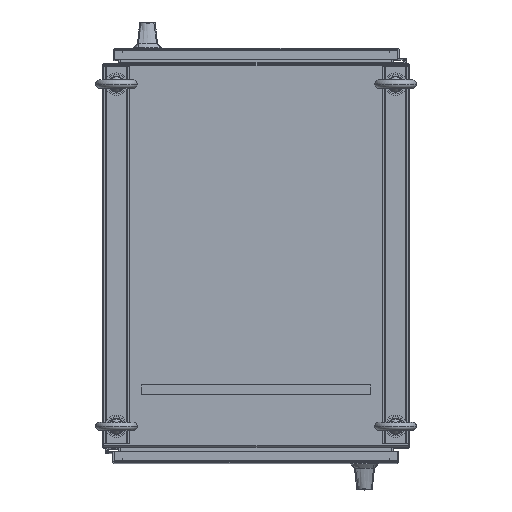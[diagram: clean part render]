
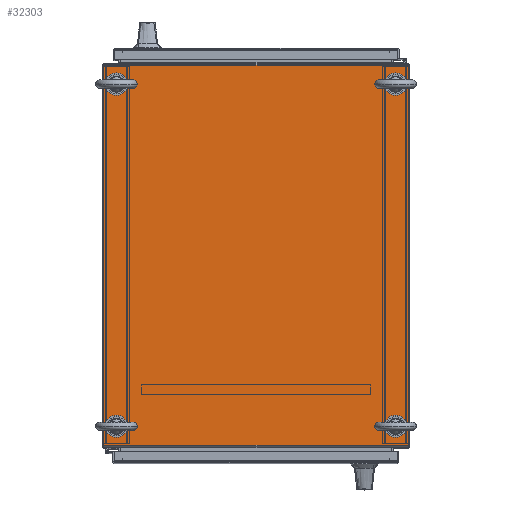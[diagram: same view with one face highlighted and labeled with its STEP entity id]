
A CAD part, top view. The second image highlights one B-rep face of the part: STEP entity #32303.
In plain terms, the highlighted planar face has unit normal (0, 0, 1).
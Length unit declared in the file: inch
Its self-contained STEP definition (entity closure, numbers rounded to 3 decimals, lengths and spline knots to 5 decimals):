
#670 = EDGE_CURVE ( 'NONE', #25672, #106492, #83355, .T. ) ;
#886 = DIRECTION ( 'NONE',  ( 0., 0., -1. ) ) ;
#1111 = FACE_BOUND ( 'NONE', #99955, .T. ) ;
#2030 = EDGE_LOOP ( 'NONE', ( #59956, #65746 ) ) ;
#4550 = EDGE_CURVE ( 'NONE', #69646, #25672, #38442, .T. ) ;
#5013 = CARTESIAN_POINT ( 'NONE',  ( 11.31, -13.406, 71.965 ) ) ;
#6177 = DIRECTION ( 'NONE',  ( 0., 0., -1. ) ) ;
#6922 = CIRCLE ( 'NONE', #72047, 0.375 ) ;
#8674 = EDGE_CURVE ( 'NONE', #89548, #48077, #31223, .T. ) ;
#8854 = CARTESIAN_POINT ( 'NONE',  ( -10.935, -13.406, 71.965 ) ) ;
#8955 = DIRECTION ( 'NONE',  ( 1., 0., 0. ) ) ;
#9665 = EDGE_LOOP ( 'NONE', ( #32024, #75748, #108893, #74047 ) ) ;
#9772 = EDGE_CURVE ( 'NONE', #69646, #56929, #80753, .T. ) ;
#14123 = EDGE_CURVE ( 'NONE', #19681, #52038, #96400, .T. ) ;
#15430 = AXIS2_PLACEMENT_3D ( 'NONE', #27382, #84249, #83645 ) ;
#15872 = AXIS2_PLACEMENT_3D ( 'NONE', #20301, #96940, #38845 ) ;
#18407 = CARTESIAN_POINT ( 'NONE',  ( -10.56, 13.406, 71.965 ) ) ;
#19275 = DIRECTION ( 'NONE',  ( 0., -1., 0. ) ) ;
#19561 = CARTESIAN_POINT ( 'NONE',  ( 10.935, -13.406, 71.965 ) ) ;
#19681 = VERTEX_POINT ( 'NONE', #79351 ) ;
#20301 = CARTESIAN_POINT ( 'NONE',  ( -11.935, -15.03, 71.965 ) ) ;
#21761 = CARTESIAN_POINT ( 'NONE',  ( -11.935, 14.887, 71.965 ) ) ;
#22035 = CARTESIAN_POINT ( 'NONE',  ( 10.56, 13.406, 71.965 ) ) ;
#22230 = CARTESIAN_POINT ( 'NONE',  ( -10.935, 13.406, 71.965 ) ) ;
#25672 = VERTEX_POINT ( 'NONE', #120217 ) ;
#26521 = CARTESIAN_POINT ( 'NONE',  ( -10.56, -13.406, 71.965 ) ) ;
#27382 = CARTESIAN_POINT ( 'NONE',  ( -10.935, -13.406, 71.965 ) ) ;
#28363 = EDGE_CURVE ( 'NONE', #73750, #63461, #111850, .T. ) ;
#29582 = FACE_BOUND ( 'NONE', #2030, .T. ) ;
#30186 = FACE_OUTER_BOUND ( 'NONE', #9665, .T. ) ;
#30770 = FACE_BOUND ( 'NONE', #37882, .T. ) ;
#31223 = CIRCLE ( 'NONE', #15430, 0.375 ) ;
#32024 = ORIENTED_EDGE ( 'NONE', *, *, #4550, .T. ) ;
#32303 = ADVANCED_FACE ( 'NONE', ( #30186, #30770, #59242, #29582, #1111 ), #77765, .T. ) ;
#32714 = CIRCLE ( 'NONE', #115648, 0.375 ) ;
#33135 = CARTESIAN_POINT ( 'NONE',  ( 11.935, 14.887, 71.965 ) ) ;
#33782 = CARTESIAN_POINT ( 'NONE',  ( 11.935, 14.887, 71.965 ) ) ;
#35092 = EDGE_CURVE ( 'NONE', #52038, #19681, #49692, .T. ) ;
#36427 = ORIENTED_EDGE ( 'NONE', *, *, #28363, .T. ) ;
#36667 = CARTESIAN_POINT ( 'NONE',  ( 10.935, 13.406, 71.965 ) ) ;
#37882 = EDGE_LOOP ( 'NONE', ( #122223, #48095 ) ) ;
#38442 = LINE ( 'NONE', #103954, #71136 ) ;
#38726 = CIRCLE ( 'NONE', #100041, 0.375 ) ;
#38763 = EDGE_LOOP ( 'NONE', ( #36427, #114720 ) ) ;
#38845 = DIRECTION ( 'NONE',  ( 1., 0., 0. ) ) ;
#43309 = CARTESIAN_POINT ( 'NONE',  ( 11.935, -15.03, 71.965 ) ) ;
#46201 = DIRECTION ( 'NONE',  ( 1., 0., 0. ) ) ;
#46593 = EDGE_CURVE ( 'NONE', #106492, #56929, #98957, .T. ) ;
#48077 = VERTEX_POINT ( 'NONE', #26521 ) ;
#48095 = ORIENTED_EDGE ( 'NONE', *, *, #8674, .T. ) ;
#49692 = CIRCLE ( 'NONE', #77299, 0.375 ) ;
#52038 = VERTEX_POINT ( 'NONE', #5013 ) ;
#54822 = VECTOR ( 'NONE', #71501, 39.37008 ) ;
#55843 = EDGE_CURVE ( 'NONE', #115009, #90068, #118840, .T. ) ;
#56702 = ORIENTED_EDGE ( 'NONE', *, *, #55843, .T. ) ;
#56929 = VERTEX_POINT ( 'NONE', #33135 ) ;
#59242 = FACE_BOUND ( 'NONE', #38763, .T. ) ;
#59956 = ORIENTED_EDGE ( 'NONE', *, *, #35092, .T. ) ;
#61121 = EDGE_CURVE ( 'NONE', #90068, #115009, #32714, .T. ) ;
#63297 = EDGE_CURVE ( 'NONE', #63461, #73750, #38726, .T. ) ;
#63461 = VERTEX_POINT ( 'NONE', #100706 ) ;
#64502 = AXIS2_PLACEMENT_3D ( 'NONE', #90868, #6177, #119263 ) ;
#65600 = AXIS2_PLACEMENT_3D ( 'NONE', #36667, #86104, #94785 ) ;
#65746 = ORIENTED_EDGE ( 'NONE', *, *, #14123, .T. ) ;
#65749 = DIRECTION ( 'NONE',  ( 1., 0., 0. ) ) ;
#66577 = VECTOR ( 'NONE', #108825, 39.37008 ) ;
#69646 = VERTEX_POINT ( 'NONE', #21761 ) ;
#71136 = VECTOR ( 'NONE', #19275, 39.37008 ) ;
#71501 = DIRECTION ( 'NONE',  ( 1., 0., 0. ) ) ;
#72047 = AXIS2_PLACEMENT_3D ( 'NONE', #8854, #73778, #65749 ) ;
#73750 = VERTEX_POINT ( 'NONE', #18407 ) ;
#73778 = DIRECTION ( 'NONE',  ( 0., 0., -1. ) ) ;
#74047 = ORIENTED_EDGE ( 'NONE', *, *, #9772, .F. ) ;
#75748 = ORIENTED_EDGE ( 'NONE', *, *, #670, .T. ) ;
#76427 = CARTESIAN_POINT ( 'NONE',  ( -11.31, -13.406, 71.965 ) ) ;
#77299 = AXIS2_PLACEMENT_3D ( 'NONE', #19561, #85102, #46201 ) ;
#77765 = PLANE ( 'NONE',  #15872 ) ;
#78659 = AXIS2_PLACEMENT_3D ( 'NONE', #92520, #85079, #102394 ) ;
#79351 = CARTESIAN_POINT ( 'NONE',  ( 10.56, -13.406, 71.965 ) ) ;
#80753 = LINE ( 'NONE', #33782, #54822 ) ;
#82107 = CARTESIAN_POINT ( 'NONE',  ( -11.935, -14.887, 71.965 ) ) ;
#83355 = LINE ( 'NONE', #82107, #87234 ) ;
#83645 = DIRECTION ( 'NONE',  ( 1., 0., 0. ) ) ;
#84249 = DIRECTION ( 'NONE',  ( 0., 0., -1. ) ) ;
#85079 = DIRECTION ( 'NONE',  ( 0., 0., -1. ) ) ;
#85102 = DIRECTION ( 'NONE',  ( 0., 0., -1. ) ) ;
#86104 = DIRECTION ( 'NONE',  ( 0., 0., -1. ) ) ;
#87234 = VECTOR ( 'NONE', #110560, 39.37008 ) ;
#89030 = CARTESIAN_POINT ( 'NONE',  ( 11.935, -14.887, 71.965 ) ) ;
#89548 = VERTEX_POINT ( 'NONE', #76427 ) ;
#90068 = VERTEX_POINT ( 'NONE', #109697 ) ;
#90868 = CARTESIAN_POINT ( 'NONE',  ( -10.935, 13.406, 71.965 ) ) ;
#92150 = ORIENTED_EDGE ( 'NONE', *, *, #61121, .T. ) ;
#92520 = CARTESIAN_POINT ( 'NONE',  ( 10.935, -13.406, 71.965 ) ) ;
#94785 = DIRECTION ( 'NONE',  ( 1., 0., 0. ) ) ;
#96400 = CIRCLE ( 'NONE', #78659, 0.375 ) ;
#96940 = DIRECTION ( 'NONE',  ( 0., 0., 1. ) ) ;
#97654 = DIRECTION ( 'NONE',  ( 1., 0., 0. ) ) ;
#98957 = LINE ( 'NONE', #43309, #66577 ) ;
#99955 = EDGE_LOOP ( 'NONE', ( #92150, #56702 ) ) ;
#100041 = AXIS2_PLACEMENT_3D ( 'NONE', #22230, #117396, #97654 ) ;
#100706 = CARTESIAN_POINT ( 'NONE',  ( -11.31, 13.406, 71.965 ) ) ;
#102394 = DIRECTION ( 'NONE',  ( 1., 0., 0. ) ) ;
#103954 = CARTESIAN_POINT ( 'NONE',  ( -11.935, 15.03, 71.965 ) ) ;
#106492 = VERTEX_POINT ( 'NONE', #89030 ) ;
#108825 = DIRECTION ( 'NONE',  ( 0., 1., 0. ) ) ;
#108893 = ORIENTED_EDGE ( 'NONE', *, *, #46593, .T. ) ;
#109625 = EDGE_CURVE ( 'NONE', #48077, #89548, #6922, .T. ) ;
#109697 = CARTESIAN_POINT ( 'NONE',  ( 11.31, 13.406, 71.965 ) ) ;
#110560 = DIRECTION ( 'NONE',  ( 1., 0., 0. ) ) ;
#111850 = CIRCLE ( 'NONE', #64502, 0.375 ) ;
#114629 = CARTESIAN_POINT ( 'NONE',  ( 10.935, 13.406, 71.965 ) ) ;
#114720 = ORIENTED_EDGE ( 'NONE', *, *, #63297, .T. ) ;
#115009 = VERTEX_POINT ( 'NONE', #22035 ) ;
#115648 = AXIS2_PLACEMENT_3D ( 'NONE', #114629, #886, #8955 ) ;
#117396 = DIRECTION ( 'NONE',  ( 0., 0., -1. ) ) ;
#118840 = CIRCLE ( 'NONE', #65600, 0.375 ) ;
#119263 = DIRECTION ( 'NONE',  ( 1., 0., 0. ) ) ;
#120217 = CARTESIAN_POINT ( 'NONE',  ( -11.935, -14.887, 71.965 ) ) ;
#122223 = ORIENTED_EDGE ( 'NONE', *, *, #109625, .T. ) ;
